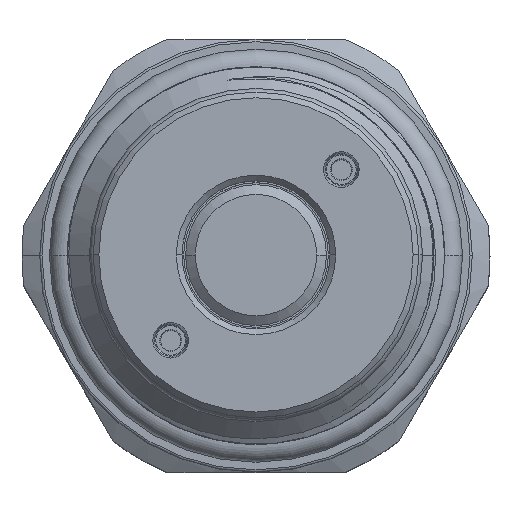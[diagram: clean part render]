
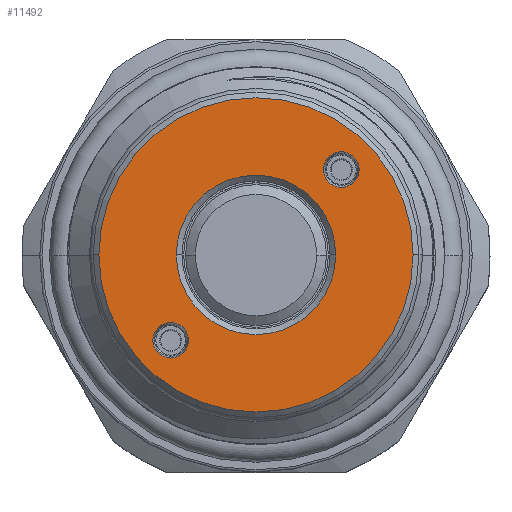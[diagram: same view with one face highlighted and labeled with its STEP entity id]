
A CAD part, top view. The second image highlights one B-rep face of the part: STEP entity #11492.
In plain terms, the highlighted planar face has unit normal (0, 0, 1).
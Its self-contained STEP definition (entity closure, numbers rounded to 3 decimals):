
#148 = EDGE_CURVE ( 'NONE', #3311, #5937, #11968, .T. ) ;
#157 = DIRECTION ( 'NONE',  ( 0., -1., 0. ) ) ;
#177 = DIRECTION ( 'NONE',  ( 0., 0., 1. ) ) ;
#276 = EDGE_LOOP ( 'NONE', ( #8362, #11753 ) ) ;
#325 = VERTEX_POINT ( 'NONE', #1937 ) ;
#517 = AXIS2_PLACEMENT_3D ( 'NONE', #4751, #177, #11566 ) ;
#916 = VERTEX_POINT ( 'NONE', #6480 ) ;
#958 = DIRECTION ( 'NONE',  ( 0., 0., -1. ) ) ;
#978 = EDGE_CURVE ( 'NONE', #2193, #12991, #1666, .T. ) ;
#1612 = DIRECTION ( 'NONE',  ( 1., 0., 0. ) ) ;
#1628 = EDGE_CURVE ( 'NONE', #5937, #3311, #3786, .T. ) ;
#1666 = CIRCLE ( 'NONE', #14206, 1.561 ) ;
#1784 = ORIENTED_EDGE ( 'NONE', *, *, #7172, .T. ) ;
#1937 = CARTESIAN_POINT ( 'NONE',  ( -7.495, -5.935, 0. ) ) ;
#2193 = VERTEX_POINT ( 'NONE', #12170 ) ;
#2247 = EDGE_LOOP ( 'NONE', ( #1784, #12333 ) ) ;
#2486 = CARTESIAN_POINT ( 'NONE',  ( 0., 0., 0. ) ) ;
#2504 = DIRECTION ( 'NONE',  ( 0., 0., -1. ) ) ;
#2644 = FACE_OUTER_BOUND ( 'NONE', #13197, .T. ) ;
#2700 = CARTESIAN_POINT ( 'NONE',  ( 0., 0., 0. ) ) ;
#3311 = VERTEX_POINT ( 'NONE', #11730 ) ;
#3458 = CARTESIAN_POINT ( 'NONE',  ( -7.495, -7.495, 0. ) ) ;
#3639 = DIRECTION ( 'NONE',  ( 0., 0., -1. ) ) ;
#3786 = CIRCLE ( 'NONE', #12802, 7. ) ;
#3843 = DIRECTION ( 'NONE',  ( 1., 0., 0. ) ) ;
#3942 = DIRECTION ( 'NONE',  ( 0., 0., 1. ) ) ;
#4259 = EDGE_CURVE ( 'NONE', #916, #325, #9887, .T. ) ;
#4751 = CARTESIAN_POINT ( 'NONE',  ( 0., 0., 0. ) ) ;
#4760 = DIRECTION ( 'NONE',  ( 1., 0., 0. ) ) ;
#4968 = CARTESIAN_POINT ( 'NONE',  ( 0., 0., 0. ) ) ;
#5007 = CIRCLE ( 'NONE', #7517, 1.561 ) ;
#5287 = ORIENTED_EDGE ( 'NONE', *, *, #148, .T. ) ;
#5570 = DIRECTION ( 'NONE',  ( 0., 0., -1. ) ) ;
#5855 = CIRCLE ( 'NONE', #517, 13.8 ) ;
#5897 = AXIS2_PLACEMENT_3D ( 'NONE', #3458, #5570, #13422 ) ;
#5937 = VERTEX_POINT ( 'NONE', #14100 ) ;
#6149 = EDGE_CURVE ( 'NONE', #14315, #14375, #13030, .T. ) ;
#6480 = CARTESIAN_POINT ( 'NONE',  ( -7.495, -9.056, 0. ) ) ;
#6641 = CARTESIAN_POINT ( 'NONE',  ( 0., 0., 0. ) ) ;
#6774 = CIRCLE ( 'NONE', #5897, 1.561 ) ;
#7172 = EDGE_CURVE ( 'NONE', #325, #916, #6774, .T. ) ;
#7517 = AXIS2_PLACEMENT_3D ( 'NONE', #13684, #8149, #10370 ) ;
#7590 = ORIENTED_EDGE ( 'NONE', *, *, #6149, .T. ) ;
#7610 = EDGE_CURVE ( 'NONE', #12991, #2193, #5007, .T. ) ;
#7775 = AXIS2_PLACEMENT_3D ( 'NONE', #6641, #9997, #13401 ) ;
#8004 = AXIS2_PLACEMENT_3D ( 'NONE', #4968, #12981, #1612 ) ;
#8149 = DIRECTION ( 'NONE',  ( 0., 0., -1. ) ) ;
#8320 = FACE_BOUND ( 'NONE', #2247, .T. ) ;
#8362 = ORIENTED_EDGE ( 'NONE', *, *, #978, .T. ) ;
#9487 = PLANE ( 'NONE',  #13940 ) ;
#9589 = CARTESIAN_POINT ( 'NONE',  ( 13.8, 0., 0. ) ) ;
#9747 = ORIENTED_EDGE ( 'NONE', *, *, #1628, .T. ) ;
#9873 = CARTESIAN_POINT ( 'NONE',  ( 7.495, 7.495, 0. ) ) ;
#9887 = CIRCLE ( 'NONE', #11123, 1.561 ) ;
#9985 = DIRECTION ( 'NONE',  ( 0., 1., 0. ) ) ;
#9997 = DIRECTION ( 'NONE',  ( 0., 0., 1. ) ) ;
#10370 = DIRECTION ( 'NONE',  ( 0., 1., 0. ) ) ;
#10456 = CARTESIAN_POINT ( 'NONE',  ( -7.495, -7.495, 0. ) ) ;
#11123 = AXIS2_PLACEMENT_3D ( 'NONE', #10456, #2504, #157 ) ;
#11290 = FACE_BOUND ( 'NONE', #276, .T. ) ;
#11492 = ADVANCED_FACE ( 'NONE', ( #11290, #14460, #2644, #8320 ), #9487, .T. ) ;
#11566 = DIRECTION ( 'NONE',  ( 1., 0., 0. ) ) ;
#11730 = CARTESIAN_POINT ( 'NONE',  ( 7., 0., 0. ) ) ;
#11753 = ORIENTED_EDGE ( 'NONE', *, *, #7610, .T. ) ;
#11968 = CIRCLE ( 'NONE', #8004, 7. ) ;
#12170 = CARTESIAN_POINT ( 'NONE',  ( 7.495, 5.935, 0. ) ) ;
#12333 = ORIENTED_EDGE ( 'NONE', *, *, #4259, .T. ) ;
#12802 = AXIS2_PLACEMENT_3D ( 'NONE', #2486, #3639, #4760 ) ;
#12932 = ORIENTED_EDGE ( 'NONE', *, *, #13667, .T. ) ;
#12981 = DIRECTION ( 'NONE',  ( 0., 0., -1. ) ) ;
#12991 = VERTEX_POINT ( 'NONE', #14268 ) ;
#13030 = CIRCLE ( 'NONE', #7775, 13.8 ) ;
#13036 = CARTESIAN_POINT ( 'NONE',  ( -13.8, 0., 0. ) ) ;
#13151 = EDGE_LOOP ( 'NONE', ( #5287, #9747 ) ) ;
#13197 = EDGE_LOOP ( 'NONE', ( #12932, #7590 ) ) ;
#13401 = DIRECTION ( 'NONE',  ( 1., 0., 0. ) ) ;
#13422 = DIRECTION ( 'NONE',  ( 0., -1., 0. ) ) ;
#13667 = EDGE_CURVE ( 'NONE', #14375, #14315, #5855, .T. ) ;
#13684 = CARTESIAN_POINT ( 'NONE',  ( 7.495, 7.495, 0. ) ) ;
#13940 = AXIS2_PLACEMENT_3D ( 'NONE', #2700, #3942, #3843 ) ;
#14100 = CARTESIAN_POINT ( 'NONE',  ( -7., 0., 0. ) ) ;
#14206 = AXIS2_PLACEMENT_3D ( 'NONE', #9873, #958, #9985 ) ;
#14268 = CARTESIAN_POINT ( 'NONE',  ( 7.495, 9.056, 0. ) ) ;
#14315 = VERTEX_POINT ( 'NONE', #9589 ) ;
#14375 = VERTEX_POINT ( 'NONE', #13036 ) ;
#14460 = FACE_BOUND ( 'NONE', #13151, .T. ) ;
